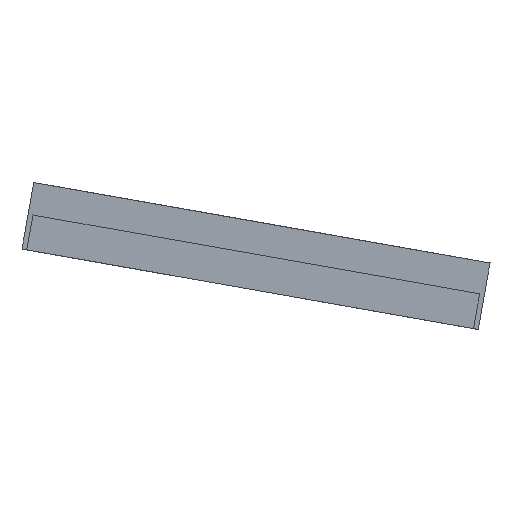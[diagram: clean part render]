
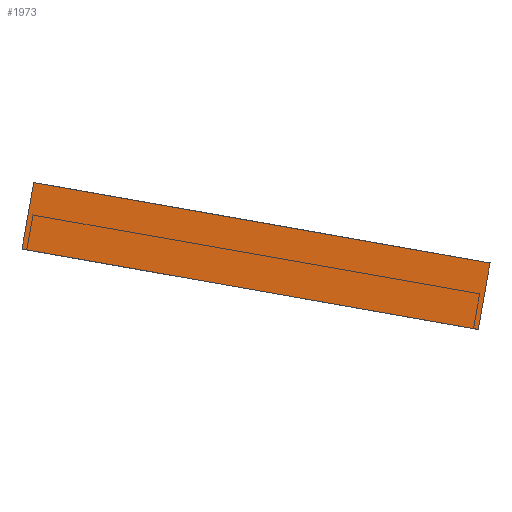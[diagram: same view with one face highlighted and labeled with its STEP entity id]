
A CAD part, left-side view. The second image highlights one B-rep face of the part: STEP entity #1973.
In plain terms, the highlighted planar face has unit normal (-1, 0, 0).
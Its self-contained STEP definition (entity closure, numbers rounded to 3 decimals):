
#43=PLANE('',#2090);
#150=FACE_OUTER_BOUND('',#264,.T.);
#264=EDGE_LOOP('',(#1772,#1773,#1774,#1775));
#525=LINE('',#5188,#645);
#537=LINE('',#8002,#657);
#564=LINE('',#8057,#684);
#565=LINE('',#8058,#685);
#645=VECTOR('',#2343,10.);
#657=VECTOR('',#2385,10.);
#684=VECTOR('',#2436,10.);
#685=VECTOR('',#2437,10.);
#857=VERTEX_POINT('',#5185);
#858=VERTEX_POINT('',#5187);
#868=VERTEX_POINT('',#7995);
#871=VERTEX_POINT('',#8000);
#1125=EDGE_CURVE('',#857,#858,#525,.T.);
#1157=EDGE_CURVE('',#871,#868,#537,.T.);
#1184=EDGE_CURVE('',#868,#857,#564,.T.);
#1185=EDGE_CURVE('',#858,#871,#565,.T.);
#1772=ORIENTED_EDGE('',*,*,#1184,.F.);
#1773=ORIENTED_EDGE('',*,*,#1157,.F.);
#1774=ORIENTED_EDGE('',*,*,#1185,.F.);
#1775=ORIENTED_EDGE('',*,*,#1125,.F.);
#1973=ADVANCED_FACE('',(#150),#43,.T.);
#2090=AXIS2_PLACEMENT_3D('',#8056,#2434,#2435);
#2343=DIRECTION('',(0.,0.985,0.174));
#2385=DIRECTION('',(0.,-0.985,-0.174));
#2434=DIRECTION('center_axis',(-1.,0.,0.));
#2435=DIRECTION('ref_axis',(0.,-0.985,-0.174));
#2436=DIRECTION('',(0.,0.174,-0.985));
#2437=DIRECTION('',(0.,-0.174,0.985));
#5185=CARTESIAN_POINT('',(92.02,-353.966,4.149));
#5187=CARTESIAN_POINT('',(92.02,-212.228,29.142));
#5188=CARTESIAN_POINT('',(92.02,-212.228,29.142));
#7995=CARTESIAN_POINT('',(92.02,-357.612,24.83));
#8000=CARTESIAN_POINT('',(92.02,-215.874,49.823));
#8002=CARTESIAN_POINT('',(92.02,-215.874,49.823));
#8056=CARTESIAN_POINT('Origin',(92.02,-214.138,39.975));
#8057=CARTESIAN_POINT('',(92.02,-355.876,14.982));
#8058=CARTESIAN_POINT('',(92.02,-214.138,39.975));
